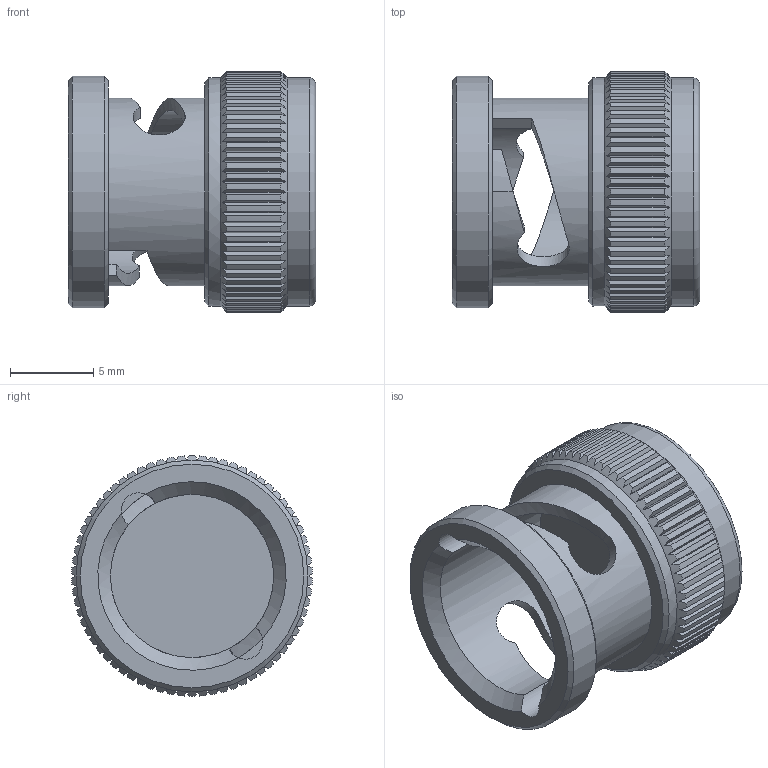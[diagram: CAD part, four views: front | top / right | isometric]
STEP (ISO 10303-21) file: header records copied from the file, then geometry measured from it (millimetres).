
FILE_DESCRIPTION (( 'STEP AP203' ), '1' );
FILE_NAME ('PE6014.step', '2019-12-09T15:41:19', ( '' ), ( '' ), 'SwSTEP 2.0', 'SolidWorks 2018', '' );
FILE_SCHEMA (( 'CONFIG_CONTROL_DESIGN' ));
Length unit declared in the file: inch
Products named in the file (1): PE6014
Bounding box: 14.91 x 14.5 x 14.5 mm (x, y, z)
Volume: 1235.7 mm3; surface area: 1282.5 mm2
Topology: 1 solids, 1 shells, 251 faces, 741 edges, 491 vertices
Faces by surface type: plane 147, cylinder 80, bspline 16, cone 7, torus 1
Full cylindrical faces by diameter (mm): 9.83 x1, 11.317 x1, 13.738 x2, 13.97 x1
Entity records: 9231 total; most frequent: CARTESIAN_POINT 3137, ORIENTED_EDGE 1436, DIRECTION 1017, EDGE_CURVE 718, VERTEX_POINT 481, AXIS2_PLACEMENT_3D 400, B_SPLINE_CURVE_WITH_KNOTS 335, EDGE_LOOP 263
